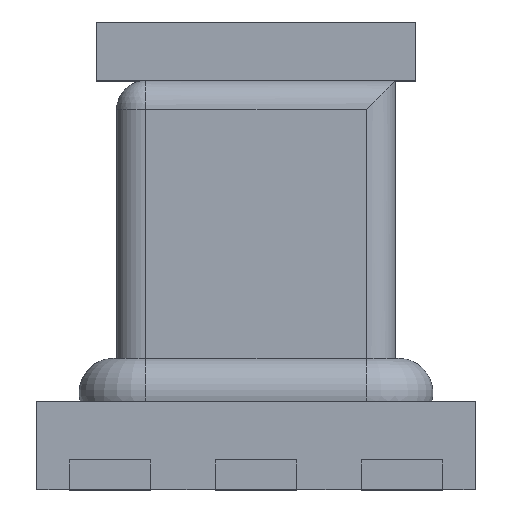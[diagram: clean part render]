
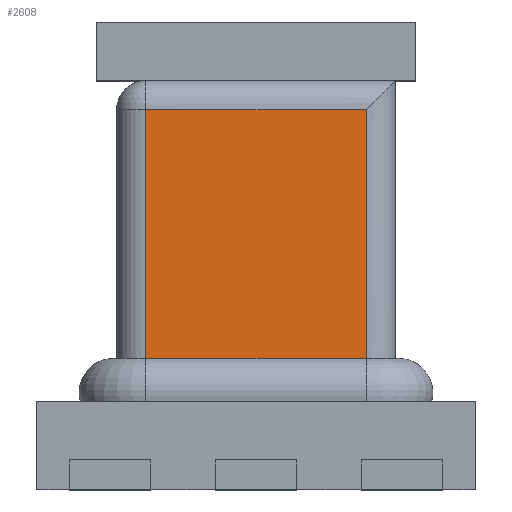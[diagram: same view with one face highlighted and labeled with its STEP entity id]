
A CAD part, top view. The second image highlights one B-rep face of the part: STEP entity #2608.
In plain terms, the highlighted planar face has unit normal (0, 0, 1).
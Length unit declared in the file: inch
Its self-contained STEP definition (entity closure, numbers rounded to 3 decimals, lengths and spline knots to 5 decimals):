
#24 = CARTESIAN_POINT ( 'NONE',  ( 0.03772, 0.03, 0.0332 ) ) ;
#29 = VERTEX_POINT ( 'NONE', #2503 ) ;
#141 = DIRECTION ( 'NONE',  ( -1., 0., 0. ) ) ;
#172 = DIRECTION ( 'NONE',  ( 0., -1., 0. ) ) ;
#215 = LINE ( 'NONE', #324, #2575 ) ;
#282 = ORIENTED_EDGE ( 'NONE', *, *, #2513, .T. ) ;
#290 = CARTESIAN_POINT ( 'NONE',  ( -0.04772, 0.13, 0.0332 ) ) ;
#324 = CARTESIAN_POINT ( 'NONE',  ( 0.03772, 0.25627, 0.0332 ) ) ;
#381 = CARTESIAN_POINT ( 'NONE',  ( -0.03772, 0.25627, 0.0332 ) ) ;
#395 = VERTEX_POINT ( 'NONE', #3224 ) ;
#450 = VECTOR ( 'NONE', #172, 39.37008 ) ;
#529 = DIRECTION ( 'NONE',  ( 1., 0., 0. ) ) ;
#635 = ORIENTED_EDGE ( 'NONE', *, *, #1632, .T. ) ;
#875 = VERTEX_POINT ( 'NONE', #1991 ) ;
#921 = CARTESIAN_POINT ( 'NONE',  ( 0.04772, 0.25627, 0.0332 ) ) ;
#1192 = ORIENTED_EDGE ( 'NONE', *, *, #2748, .T. ) ;
#1435 = LINE ( 'NONE', #381, #450 ) ;
#1439 = DIRECTION ( 'NONE',  ( -1., 0., 0. ) ) ;
#1443 = LINE ( 'NONE', #2594, #1485 ) ;
#1485 = VECTOR ( 'NONE', #529, 39.37008 ) ;
#1533 = VECTOR ( 'NONE', #141, 39.37008 ) ;
#1632 = EDGE_CURVE ( 'NONE', #395, #875, #1435, .T. ) ;
#1768 = LINE ( 'NONE', #290, #1533 ) ;
#1903 = DIRECTION ( 'NONE',  ( 0., 0., -1. ) ) ;
#1991 = CARTESIAN_POINT ( 'NONE',  ( -0.03772, 0.03, 0.0332 ) ) ;
#2068 = VERTEX_POINT ( 'NONE', #24 ) ;
#2130 = DIRECTION ( 'NONE',  ( 0., 1., 0. ) ) ;
#2134 = AXIS2_PLACEMENT_3D ( 'NONE', #921, #1903, #1439 ) ;
#2503 = CARTESIAN_POINT ( 'NONE',  ( 0.03772, 0.13, 0.0332 ) ) ;
#2513 = EDGE_CURVE ( 'NONE', #29, #395, #1768, .T. ) ;
#2575 = VECTOR ( 'NONE', #2130, 39.37008 ) ;
#2594 = CARTESIAN_POINT ( 'NONE',  ( 0.04772, 0.03, 0.0332 ) ) ;
#2608 = ADVANCED_FACE ( 'NONE', ( #2733 ), #2964, .F. ) ;
#2650 = EDGE_LOOP ( 'NONE', ( #3255, #1192, #282, #635 ) ) ;
#2696 = EDGE_CURVE ( 'NONE', #875, #2068, #1443, .T. ) ;
#2733 = FACE_OUTER_BOUND ( 'NONE', #2650, .T. ) ;
#2748 = EDGE_CURVE ( 'NONE', #2068, #29, #215, .T. ) ;
#2964 = PLANE ( 'NONE',  #2134 ) ;
#3224 = CARTESIAN_POINT ( 'NONE',  ( -0.03772, 0.13, 0.0332 ) ) ;
#3255 = ORIENTED_EDGE ( 'NONE', *, *, #2696, .T. ) ;
